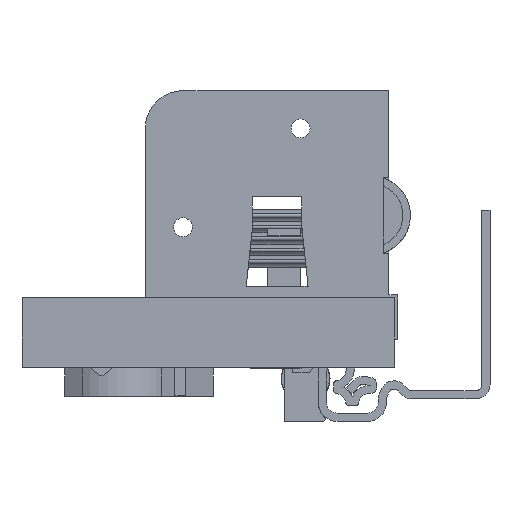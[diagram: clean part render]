
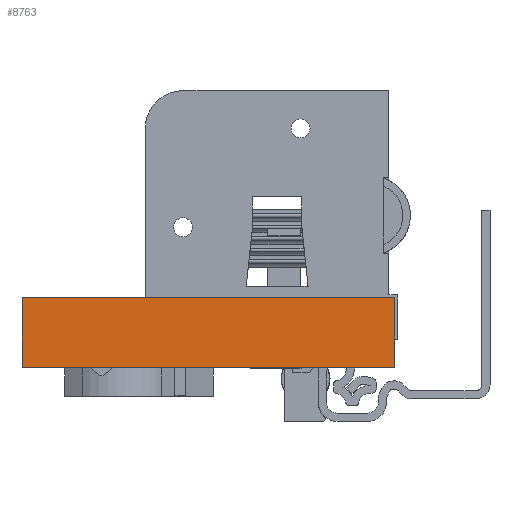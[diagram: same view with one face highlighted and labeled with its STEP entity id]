
A CAD part, front view. The second image highlights one B-rep face of the part: STEP entity #8763.
In plain terms, the highlighted planar face has unit normal (0, -1, 0).
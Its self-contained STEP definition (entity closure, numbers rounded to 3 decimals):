
#6689 = PLANE('',#6690);
#6690 = AXIS2_PLACEMENT_3D('',#6691,#6692,#6693);
#6691 = CARTESIAN_POINT('',(-19.9,26.,14.75));
#6692 = DIRECTION('',(0.,0.,1.));
#6693 = DIRECTION('',(1.,0.,-0.));
#6745 = PLANE('',#6746);
#6746 = AXIS2_PLACEMENT_3D('',#6747,#6748,#6749);
#6747 = CARTESIAN_POINT('',(-19.9,26.,0.));
#6748 = DIRECTION('',(0.,0.,1.));
#6749 = DIRECTION('',(1.,0.,-0.));
#7599 = VERTEX_POINT('',#7600);
#7600 = CARTESIAN_POINT('',(-53.5,-7.484,14.75));
#7614 = PLANE('',#7615);
#7615 = AXIS2_PLACEMENT_3D('',#7616,#7617,#7618);
#7616 = CARTESIAN_POINT('',(-53.5,43.749,14.75));
#7617 = DIRECTION('',(1.,0.,0.));
#7618 = DIRECTION('',(0.,0.,-1.));
#7626 = EDGE_CURVE('',#7599,#7627,#7629,.T.);
#7627 = VERTEX_POINT('',#7628);
#7628 = CARTESIAN_POINT('',(25.7,-7.484,14.75));
#7629 = SURFACE_CURVE('',#7630,(#7634,#7641),.PCURVE_S1.);
#7630 = LINE('',#7631,#7632);
#7631 = CARTESIAN_POINT('',(-53.5,-7.484,14.75));
#7632 = VECTOR('',#7633,1.);
#7633 = DIRECTION('',(1.,0.,0.));
#7634 = PCURVE('',#6689,#7635);
#7635 = DEFINITIONAL_REPRESENTATION('',(#7636),#7640);
#7636 = LINE('',#7637,#7638);
#7637 = CARTESIAN_POINT('',(-33.6,-33.484));
#7638 = VECTOR('',#7639,1.);
#7639 = DIRECTION('',(1.,0.));
#7640 = ( GEOMETRIC_REPRESENTATION_CONTEXT(2) 
PARAMETRIC_REPRESENTATION_CONTEXT() REPRESENTATION_CONTEXT('2D SPACE',''
  ) );
#7641 = PCURVE('',#7642,#7647);
#7642 = PLANE('',#7643);
#7643 = AXIS2_PLACEMENT_3D('',#7644,#7645,#7646);
#7644 = CARTESIAN_POINT('',(-53.5,-7.484,14.75));
#7645 = DIRECTION('',(0.,1.,0.));
#7646 = DIRECTION('',(-1.,0.,0.));
#7647 = DEFINITIONAL_REPRESENTATION('',(#7648),#7652);
#7648 = LINE('',#7649,#7650);
#7649 = CARTESIAN_POINT('',(0.,0.));
#7650 = VECTOR('',#7651,1.);
#7651 = DIRECTION('',(-1.,0.));
#7652 = ( GEOMETRIC_REPRESENTATION_CONTEXT(2) 
PARAMETRIC_REPRESENTATION_CONTEXT() REPRESENTATION_CONTEXT('2D SPACE',''
  ) );
#7670 = PLANE('',#7671);
#7671 = AXIS2_PLACEMENT_3D('',#7672,#7673,#7674);
#7672 = CARTESIAN_POINT('',(25.7,-7.484,14.75));
#7673 = DIRECTION('',(-1.,0.,0.));
#7674 = DIRECTION('',(0.,-1.,0.));
#8720 = VERTEX_POINT('',#8721);
#8721 = CARTESIAN_POINT('',(-53.5,-7.484,0.));
#8742 = EDGE_CURVE('',#7599,#8720,#8743,.T.);
#8743 = SURFACE_CURVE('',#8744,(#8748,#8755),.PCURVE_S1.);
#8744 = LINE('',#8745,#8746);
#8745 = CARTESIAN_POINT('',(-53.5,-7.484,14.75));
#8746 = VECTOR('',#8747,1.);
#8747 = DIRECTION('',(0.,0.,-1.));
#8748 = PCURVE('',#7614,#8749);
#8749 = DEFINITIONAL_REPRESENTATION('',(#8750),#8754);
#8750 = LINE('',#8751,#8752);
#8751 = CARTESIAN_POINT('',(0.,-51.233));
#8752 = VECTOR('',#8753,1.);
#8753 = DIRECTION('',(1.,0.));
#8754 = ( GEOMETRIC_REPRESENTATION_CONTEXT(2) 
PARAMETRIC_REPRESENTATION_CONTEXT() REPRESENTATION_CONTEXT('2D SPACE',''
  ) );
#8755 = PCURVE('',#7642,#8756);
#8756 = DEFINITIONAL_REPRESENTATION('',(#8757),#8761);
#8757 = LINE('',#8758,#8759);
#8758 = CARTESIAN_POINT('',(0.,0.));
#8759 = VECTOR('',#8760,1.);
#8760 = DIRECTION('',(0.,-1.));
#8761 = ( GEOMETRIC_REPRESENTATION_CONTEXT(2) 
PARAMETRIC_REPRESENTATION_CONTEXT() REPRESENTATION_CONTEXT('2D SPACE',''
  ) );
#8763 = ADVANCED_FACE('',(#8764),#7642,.F.);
#8764 = FACE_BOUND('',#8765,.T.);
#8765 = EDGE_LOOP('',(#8766,#8789,#8810,#8811));
#8766 = ORIENTED_EDGE('',*,*,#8767,.T.);
#8767 = EDGE_CURVE('',#8720,#8768,#8770,.T.);
#8768 = VERTEX_POINT('',#8769);
#8769 = CARTESIAN_POINT('',(25.7,-7.484,0.));
#8770 = SURFACE_CURVE('',#8771,(#8775,#8782),.PCURVE_S1.);
#8771 = LINE('',#8772,#8773);
#8772 = CARTESIAN_POINT('',(-53.5,-7.484,0.));
#8773 = VECTOR('',#8774,1.);
#8774 = DIRECTION('',(1.,0.,0.));
#8775 = PCURVE('',#7642,#8776);
#8776 = DEFINITIONAL_REPRESENTATION('',(#8777),#8781);
#8777 = LINE('',#8778,#8779);
#8778 = CARTESIAN_POINT('',(0.,-14.75));
#8779 = VECTOR('',#8780,1.);
#8780 = DIRECTION('',(-1.,0.));
#8781 = ( GEOMETRIC_REPRESENTATION_CONTEXT(2) 
PARAMETRIC_REPRESENTATION_CONTEXT() REPRESENTATION_CONTEXT('2D SPACE',''
  ) );
#8782 = PCURVE('',#6745,#8783);
#8783 = DEFINITIONAL_REPRESENTATION('',(#8784),#8788);
#8784 = LINE('',#8785,#8786);
#8785 = CARTESIAN_POINT('',(-33.6,-33.484));
#8786 = VECTOR('',#8787,1.);
#8787 = DIRECTION('',(1.,0.));
#8788 = ( GEOMETRIC_REPRESENTATION_CONTEXT(2) 
PARAMETRIC_REPRESENTATION_CONTEXT() REPRESENTATION_CONTEXT('2D SPACE',''
  ) );
#8789 = ORIENTED_EDGE('',*,*,#8790,.F.);
#8790 = EDGE_CURVE('',#7627,#8768,#8791,.T.);
#8791 = SURFACE_CURVE('',#8792,(#8796,#8803),.PCURVE_S1.);
#8792 = LINE('',#8793,#8794);
#8793 = CARTESIAN_POINT('',(25.7,-7.484,14.75));
#8794 = VECTOR('',#8795,1.);
#8795 = DIRECTION('',(0.,0.,-1.));
#8796 = PCURVE('',#7642,#8797);
#8797 = DEFINITIONAL_REPRESENTATION('',(#8798),#8802);
#8798 = LINE('',#8799,#8800);
#8799 = CARTESIAN_POINT('',(-79.2,0.));
#8800 = VECTOR('',#8801,1.);
#8801 = DIRECTION('',(0.,-1.));
#8802 = ( GEOMETRIC_REPRESENTATION_CONTEXT(2) 
PARAMETRIC_REPRESENTATION_CONTEXT() REPRESENTATION_CONTEXT('2D SPACE',''
  ) );
#8803 = PCURVE('',#7670,#8804);
#8804 = DEFINITIONAL_REPRESENTATION('',(#8805),#8809);
#8805 = LINE('',#8806,#8807);
#8806 = CARTESIAN_POINT('',(0.,0.));
#8807 = VECTOR('',#8808,1.);
#8808 = DIRECTION('',(0.,-1.));
#8809 = ( GEOMETRIC_REPRESENTATION_CONTEXT(2) 
PARAMETRIC_REPRESENTATION_CONTEXT() REPRESENTATION_CONTEXT('2D SPACE',''
  ) );
#8810 = ORIENTED_EDGE('',*,*,#7626,.F.);
#8811 = ORIENTED_EDGE('',*,*,#8742,.T.);
